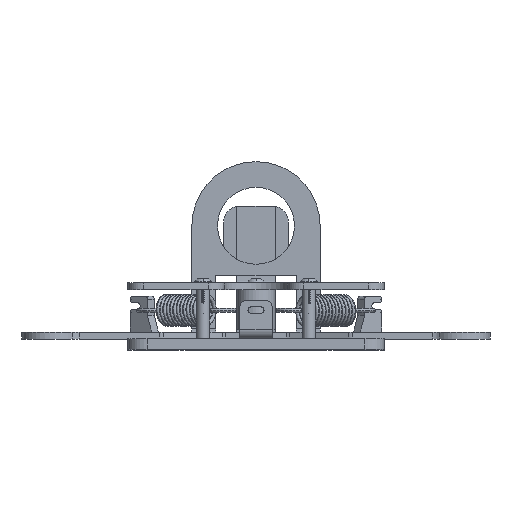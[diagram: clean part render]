
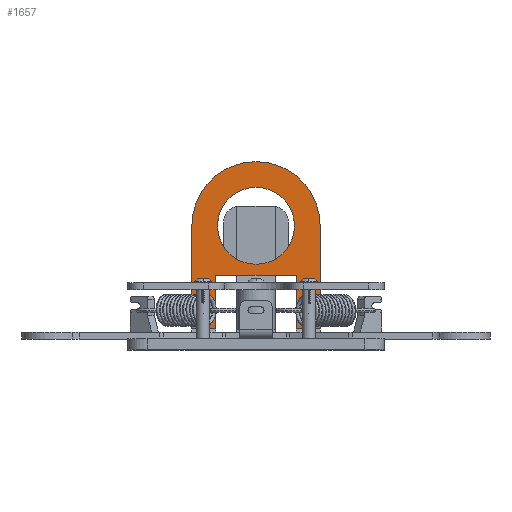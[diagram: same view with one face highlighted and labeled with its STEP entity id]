
A CAD part, top view. The second image highlights one B-rep face of the part: STEP entity #1657.
In plain terms, the highlighted planar face has unit normal (0, 0, 1).
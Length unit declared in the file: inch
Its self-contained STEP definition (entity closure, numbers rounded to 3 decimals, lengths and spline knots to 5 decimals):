
#2=CARTESIAN_POINT('',(0.,1.773,-3.615));
#3=DIRECTION('',(0.,0.,1.));
#4=DIRECTION('',(-1.,0.,0.));
#5=AXIS2_PLACEMENT_3D('',#2,#3,#4);
#7=CARTESIAN_POINT('',(0.,1.773,-3.615));
#8=DIRECTION('',(0.,0.,1.));
#9=DIRECTION('',(1.,0.,0.));
#10=AXIS2_PLACEMENT_3D('',#7,#8,#9);
#12=DIRECTION('',(1.,0.,0.));
#13=VECTOR('',#12,1.25);
#14=CARTESIAN_POINT('',(-0.625,1.,-3.615));
#15=LINE('',#14,#13);
#16=DIRECTION('',(0.,1.,0.));
#17=VECTOR('',#16,0.835);
#18=CARTESIAN_POINT('',(-0.625,0.165,-3.615));
#19=LINE('',#18,#17);
#20=DIRECTION('',(1.,0.,0.));
#21=VECTOR('',#20,0.375);
#22=CARTESIAN_POINT('',(-1.,0.165,-3.615));
#23=LINE('',#22,#21);
#24=CARTESIAN_POINT('',(0.,1.773,-3.615));
#25=DIRECTION('',(0.,0.,1.));
#26=DIRECTION('',(0.,1.,0.));
#27=AXIS2_PLACEMENT_3D('',#24,#25,#26);
#29=CARTESIAN_POINT('',(0.,1.773,-3.615));
#30=DIRECTION('',(0.,0.,1.));
#31=DIRECTION('',(1.,0.,0.));
#32=AXIS2_PLACEMENT_3D('',#29,#30,#31);
#34=DIRECTION('',(1.,0.,0.));
#35=VECTOR('',#34,0.375);
#36=CARTESIAN_POINT('',(0.625,0.165,-3.615));
#37=LINE('',#36,#35);
#38=DIRECTION('',(0.,1.,0.));
#39=VECTOR('',#38,0.835);
#40=CARTESIAN_POINT('',(0.625,0.165,-3.615));
#41=LINE('',#40,#39);
#142=DIRECTION('',(0.,1.,0.));
#143=VECTOR('',#142,1.608);
#144=CARTESIAN_POINT('',(1.,0.165,-3.615));
#145=LINE('',#144,#143);
#154=DIRECTION('',(0.,1.,0.));
#155=VECTOR('',#154,1.608);
#156=CARTESIAN_POINT('',(-1.,0.165,-3.615));
#157=LINE('',#156,#155);
#1378=CARTESIAN_POINT('',(-1.,0.165,-3.615));
#1379=VERTEX_POINT('',#1378);
#1380=CARTESIAN_POINT('',(1.,0.165,-3.615));
#1381=VERTEX_POINT('',#1380);
#1390=CARTESIAN_POINT('',(1.,1.773,-3.615));
#1391=CARTESIAN_POINT('',(0.,2.773,-3.615));
#1392=VERTEX_POINT('',#1390);
#1393=VERTEX_POINT('',#1391);
#1394=CARTESIAN_POINT('',(-1.,1.773,-3.615));
#1395=VERTEX_POINT('',#1394);
#1402=CARTESIAN_POINT('',(-0.6,1.773,-3.615));
#1403=CARTESIAN_POINT('',(0.6,1.773,-3.615));
#1404=VERTEX_POINT('',#1402);
#1405=VERTEX_POINT('',#1403);
#1410=CARTESIAN_POINT('',(0.625,0.165,-3.615));
#1411=VERTEX_POINT('',#1410);
#1412=CARTESIAN_POINT('',(-0.625,0.165,-3.615));
#1413=VERTEX_POINT('',#1412);
#1414=CARTESIAN_POINT('',(-0.625,1.,-3.615));
#1415=CARTESIAN_POINT('',(0.625,1.,-3.615));
#1416=VERTEX_POINT('',#1414);
#1417=VERTEX_POINT('',#1415);
#1626=CARTESIAN_POINT('',(-1.,0.165,-3.615));
#1627=DIRECTION('',(0.,0.,-1.));
#1628=DIRECTION('',(0.,1.,0.));
#1629=AXIS2_PLACEMENT_3D('',#1626,#1627,#1628);
#1630=PLANE('',#1629);
#1632=ORIENTED_EDGE('',*,*,#1631,.F.);
#1634=ORIENTED_EDGE('',*,*,#1633,.F.);
#1636=ORIENTED_EDGE('',*,*,#1635,.F.);
#1638=ORIENTED_EDGE('',*,*,#1637,.T.);
#1640=ORIENTED_EDGE('',*,*,#1639,.F.);
#1642=ORIENTED_EDGE('',*,*,#1641,.F.);
#1644=ORIENTED_EDGE('',*,*,#1643,.F.);
#1646=ORIENTED_EDGE('',*,*,#1645,.F.);
#1648=ORIENTED_EDGE('',*,*,#1647,.T.);
#1649=EDGE_LOOP('',(#1632,#1634,#1636,#1638,#1640,#1642,#1644,#1646,#1648));
#1650=FACE_OUTER_BOUND('',#1649,.F.);
#1652=ORIENTED_EDGE('',*,*,#1651,.T.);
#1654=ORIENTED_EDGE('',*,*,#1653,.T.);
#1655=EDGE_LOOP('',(#1652,#1654));
#1656=FACE_BOUND('',#1655,.F.);
#1657=ADVANCED_FACE('',(#1650,#1656),#1630,.F.);
#6=CIRCLE('',#5,0.6);
#11=CIRCLE('',#10,0.6);
#28=CIRCLE('',#27,1.);
#33=CIRCLE('',#32,1.);
#1631=EDGE_CURVE('',#1416,#1417,#15,.T.);
#1633=EDGE_CURVE('',#1413,#1416,#19,.T.);
#1635=EDGE_CURVE('',#1379,#1413,#23,.T.);
#1637=EDGE_CURVE('',#1379,#1395,#157,.T.);
#1639=EDGE_CURVE('',#1393,#1395,#28,.T.);
#1641=EDGE_CURVE('',#1392,#1393,#33,.T.);
#1643=EDGE_CURVE('',#1381,#1392,#145,.T.);
#1645=EDGE_CURVE('',#1411,#1381,#37,.T.);
#1647=EDGE_CURVE('',#1411,#1417,#41,.T.);
#1651=EDGE_CURVE('',#1404,#1405,#6,.T.);
#1653=EDGE_CURVE('',#1405,#1404,#11,.T.);
